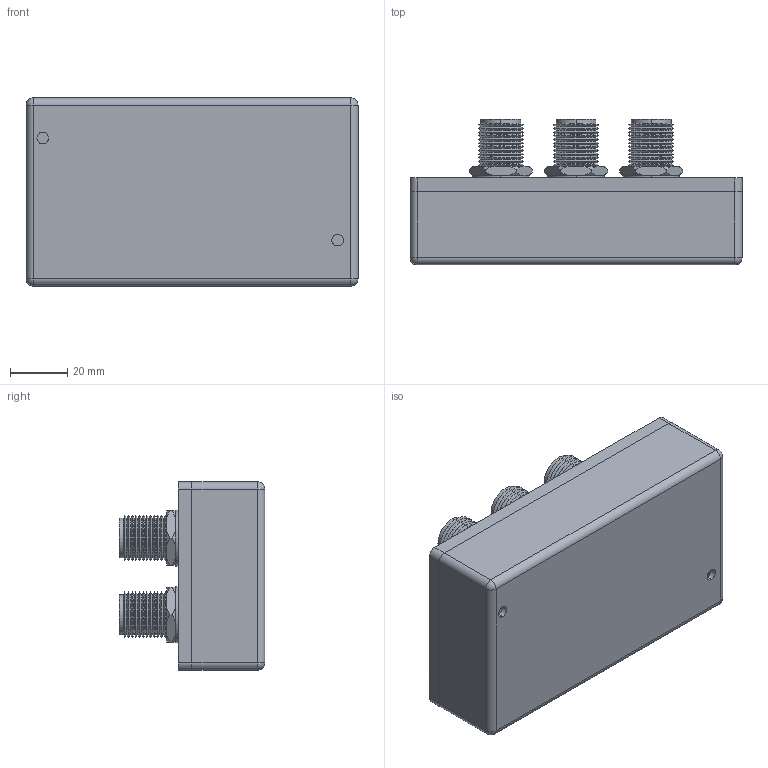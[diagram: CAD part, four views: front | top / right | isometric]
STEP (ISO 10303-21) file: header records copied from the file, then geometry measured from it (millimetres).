
FILE_DESCRIPTION (( 'STEP AP203' ), '1' );
FILE_NAME ('SC2403N.STEP', '2011-03-04T17:29:54', ( 'x' ), ( 'Microsoft' ), 'SwSTEP 2.0', 'SolidWorks 2010', '' );
FILE_SCHEMA (( 'CONFIG_CONTROL_DESIGN' ));
Length unit declared in the file: inch
Products named in the file (10): 1AB04-007-MA1; 1AB04-007-MA3; 3AA03-013; 3AA02-017; 1AJ02-017_4-40 x .187 FLAT HEAD SCREW; SC2403N; 1AB04-007; 1AB04-007-MA2; SC-04-MA3; SC-04-MA2
Assembly tree (15 placements, depth 3):
  SC2403N
    1AJ02-017_4-40 x .187 FLAT HEAD SCREW  x4
    SC-04-MA2
    1AB04-007  x4
      1AB04-007-MA2
      3AA03-013
      1AB04-007-MA1
      3AA02-017
      1AB04-007-MA3
    SC-04-MA3
Bounding box: 115.57 x 50.72 x 65.53 mm (x, y, z)
Volume: 82762.8 mm3; surface area: 67363 mm2
Topology: 26 solids, 26 shells, 1187 faces, 2873 edges, 1766 vertices
Faces by surface type: cylinder 452, plane 362, cone 328, bspline 37, sphere 8
Entity records: 16852 total; most frequent: CARTESIAN_POINT 5981, DIRECTION 2018, ORIENTED_EDGE 1992, EDGE_CURVE 996, AXIS2_PLACEMENT_3D 731, VERTEX_POINT 620, VECTOR 556, LINE 556
